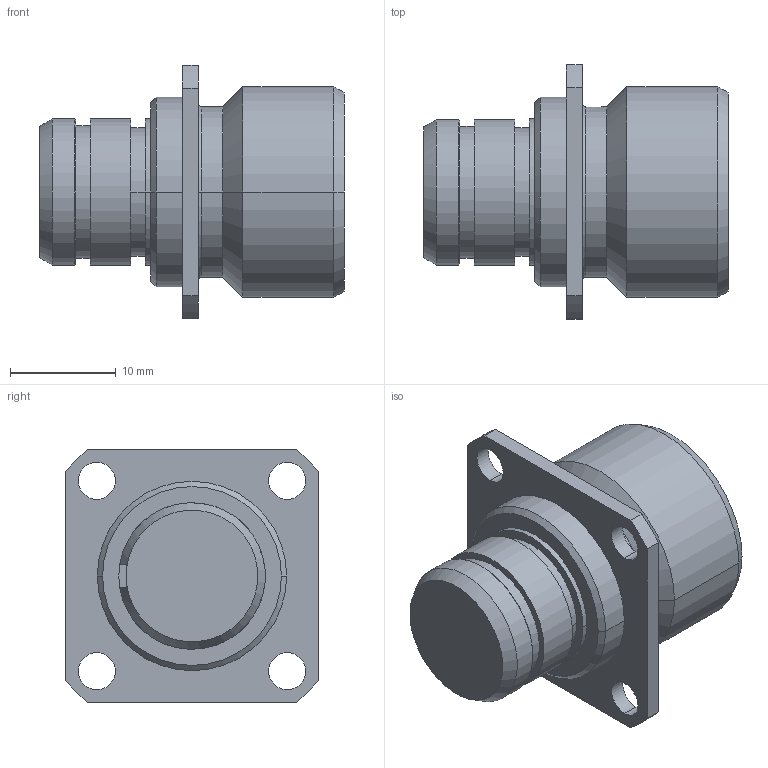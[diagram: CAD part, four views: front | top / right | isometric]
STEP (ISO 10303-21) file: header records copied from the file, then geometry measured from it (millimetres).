
FILE_DESCRIPTION((''),'2;1');
FILE_NAME('1330ER100_SW0001','2013-05-22T',('fabiensiebert'),('NET'),'PRO/ENGINEER BY PARAMETRIC TECHNOLOGY CORPORATION, 2010280','PRO/ENGINEER BY PARAMETRIC TECHNOLOGY CORPORATION, 2010280','');
FILE_SCHEMA(('AUTOMOTIVE_DESIGN_CC2 { 1 2 10303 214 -1 1 5 2 }'));
Length unit declared in the file: millimetre
Products named in the file (1): 1330ER100_SW0001
Bounding box: 28.8 x 24 x 24 mm (x, y, z)
Volume: 6930.2 mm3; surface area: 2900.3 mm2
Topology: 1 solids, 1 shells, 59 faces, 145 edges, 93 vertices
Faces by surface type: cylinder 27, plane 22, cone 8, torus 2
Entity records: 2176 total; most frequent: CARTESIAN_POINT 342, DIRECTION 316, ORIENTED_EDGE 290, EDGE_CURVE 145, AXIS2_PLACEMENT_3D 122, VERTEX_POINT 93, VECTOR 72, LINE 72
